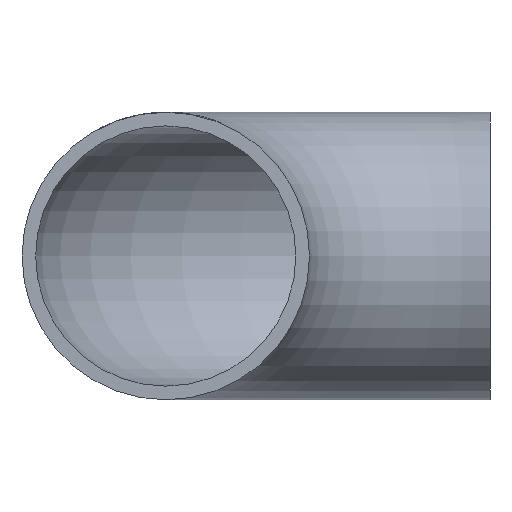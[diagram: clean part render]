
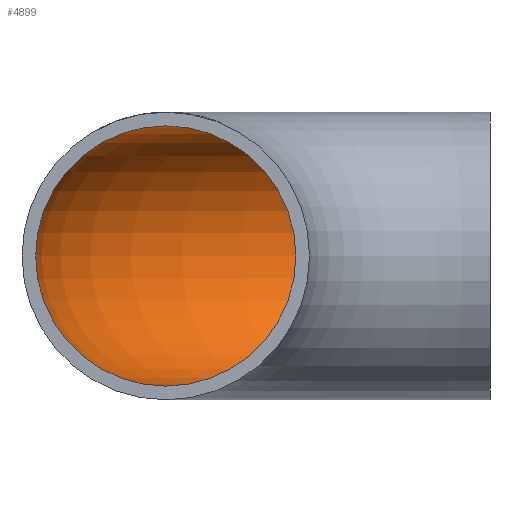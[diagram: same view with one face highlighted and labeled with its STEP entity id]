
A CAD part, front view. The second image highlights one B-rep face of the part: STEP entity #4899.
In plain terms, the highlighted toroidal (fillet/blend) face has major radius 38 mm and minor radius 15.25 mm.
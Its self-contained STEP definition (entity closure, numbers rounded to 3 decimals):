
#93 = DIRECTION ( 'NONE',  ( 1., 0., 0. ) ) ;
#616 = CARTESIAN_POINT ( 'NONE',  ( -38., 0., 0. ) ) ;
#890 = CIRCLE ( 'NONE', #1635, 15.25 ) ;
#1297 = ORIENTED_EDGE ( 'NONE', *, *, #9226, .T. ) ;
#1320 = VERTEX_POINT ( 'NONE', #3130 ) ;
#1436 = CARTESIAN_POINT ( 'NONE',  ( 0., 38., 0. ) ) ;
#1635 = AXIS2_PLACEMENT_3D ( 'NONE', #616, #2821, #8561 ) ;
#2821 = DIRECTION ( 'NONE',  ( 0., 1., 0. ) ) ;
#3130 = CARTESIAN_POINT ( 'NONE',  ( -38., 0., 15.25 ) ) ;
#3199 = AXIS2_PLACEMENT_3D ( 'NONE', #5776, #6554, #7321 ) ;
#4364 = VERTEX_POINT ( 'NONE', #7386 ) ;
#4899 = ADVANCED_FACE ( 'NONE', ( #6320, #4942 ), #7546, .F. ) ;
#4942 = FACE_OUTER_BOUND ( 'NONE', #7285, .T. ) ;
#5106 = DIRECTION ( 'NONE',  ( 0., 1., 0. ) ) ;
#5139 = AXIS2_PLACEMENT_3D ( 'NONE', #1436, #93, #5106 ) ;
#5776 = CARTESIAN_POINT ( 'NONE',  ( 0., 0., 0. ) ) ;
#6320 = FACE_OUTER_BOUND ( 'NONE', #6709, .T. ) ;
#6554 = DIRECTION ( 'NONE',  ( 0., 0., -1. ) ) ;
#6709 = EDGE_LOOP ( 'NONE', ( #1297 ) ) ;
#7285 = EDGE_LOOP ( 'NONE', ( #9155 ) ) ;
#7321 = DIRECTION ( 'NONE',  ( -1., 0., 0. ) ) ;
#7386 = CARTESIAN_POINT ( 'NONE',  ( 0., 53.25, 0. ) ) ;
#7404 = CIRCLE ( 'NONE', #5139, 15.25 ) ;
#7546 = TOROIDAL_SURFACE ( 'NONE', #3199, 38., 15.25 ) ;
#8561 = DIRECTION ( 'NONE',  ( 0., 0., 1. ) ) ;
#9155 = ORIENTED_EDGE ( 'NONE', *, *, #9161, .F. ) ;
#9161 = EDGE_CURVE ( 'NONE', #1320, #1320, #890, .T. ) ;
#9226 = EDGE_CURVE ( 'NONE', #4364, #4364, #7404, .T. ) ;
